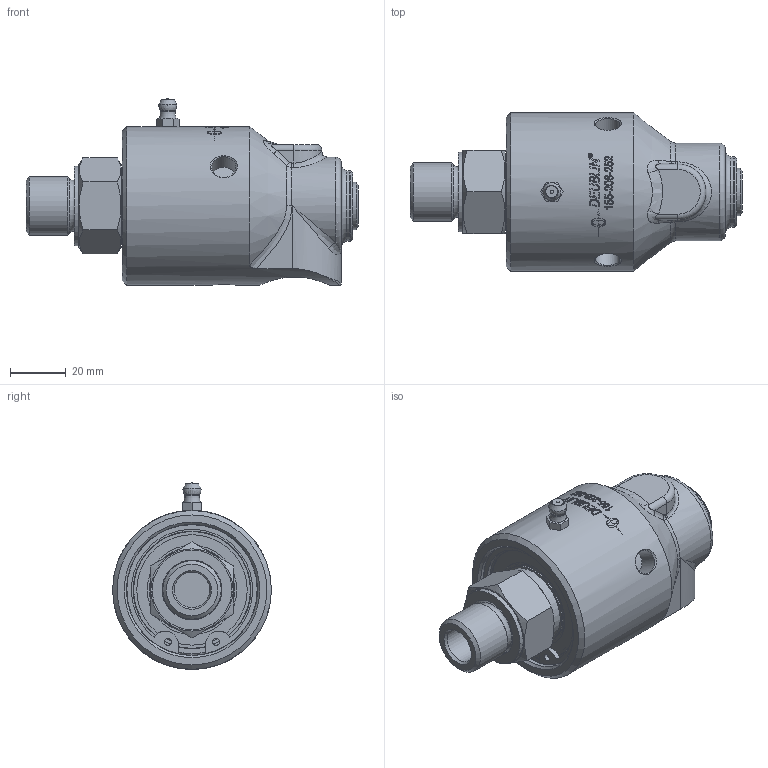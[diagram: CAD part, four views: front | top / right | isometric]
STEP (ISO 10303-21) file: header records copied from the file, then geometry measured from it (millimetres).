
FILE_DESCRIPTION(/* description */ (''),/* implementation_level */ '2;1');
FILE_NAME(/* name */ '155-208-252-IC.stp',/* time_stamp */ '2020-05-19T16:09:03-05:00',/* author */ ('Moorera'),/* organization */ (''),/* preprocessor_version */ 'ST-DEVELOPER v18.1',/* originating_system */ 'Autodesk Inventor 2020',/* authorisation */ '');
FILE_SCHEMA (('AUTOMOTIVE_DESIGN { 1 0 10303 214 3 1 1 }'));
Length unit declared in the file: millimetre
Products named in the file (1): 155-208-252-IC
Bounding box: 119.16 x 57 x 66.99 mm (x, y, z)
Volume: 174333.1 mm3; surface area: 28225.4 mm2
Topology: 1 solids, 6 shells, 458 faces, 1202 edges, 795 vertices
Faces by surface type: plane 199, bspline 136, cylinder 82, cone 22, torus 17, sphere 2
Full cylindrical faces by diameter (mm): 2.48 x2, 3 x1, 8.6 x3, 12.7 x1, 17.475 x1, 20.955 x1, 21.4 x1, 24.4 x1, 25 x1, 25.4 x2, 27.8 x1, 28.6 x1, 32.1 x1, 39.65 x1, 41.9 x1, 42.2 x1, 47 x1, 47.07 x1, 50.75 x1, 57 x1
Entity records: 19634 total; most frequent: CARTESIAN_POINT 8671, ORIENTED_EDGE 2392, DIRECTION 1964, EDGE_CURVE 1196, VERTEX_POINT 795, AXIS2_PLACEMENT_3D 768, EDGE_LOOP 515, FACE_OUTER_BOUND 458
